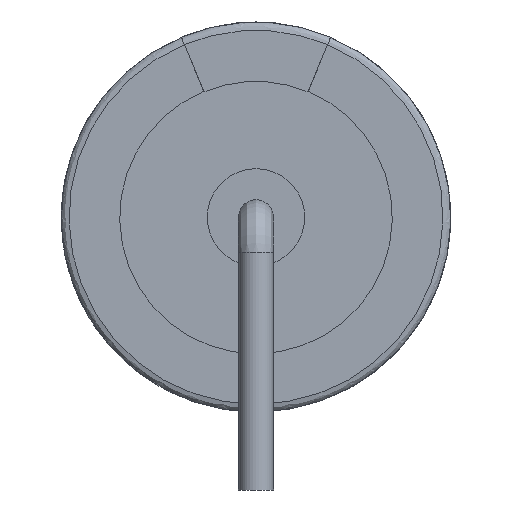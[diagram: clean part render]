
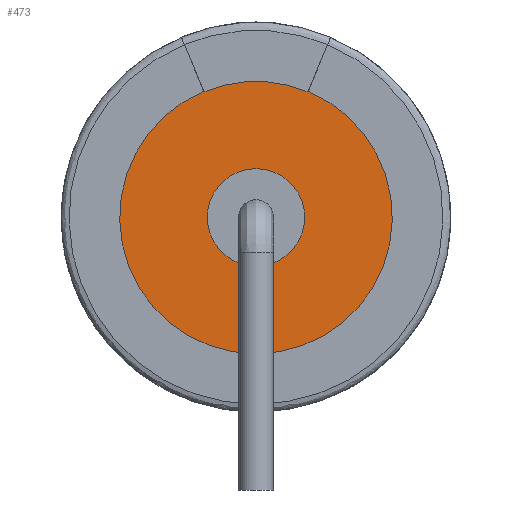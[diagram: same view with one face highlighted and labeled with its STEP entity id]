
A CAD part, left-side view. The second image highlights one B-rep face of the part: STEP entity #473.
In plain terms, the highlighted planar face has unit normal (-1, 0, 0).
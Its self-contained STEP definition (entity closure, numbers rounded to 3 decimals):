
#28=DIRECTION('',(1.,0.,0.));
#34=AXIS2_PLACEMENT_3D('',#35,#36,#37);
#35=CARTESIAN_POINT('',(3.2,0.,5.));
#36=DIRECTION('',(-1.,0.,0.));
#37=DIRECTION('',(0.,-0.383,0.924));
#121=VECTOR('',#122,1.);
#122=DIRECTION('',(0.,0.383,-0.924));
#203=VERTEX_POINT('',#204);
#204=CARTESIAN_POINT('',(3.2,-1.339,8.234));
#210=EDGE_CURVE('',#203,#211,#213,.T.);
#211=VERTEX_POINT('',#212);
#212=CARTESIAN_POINT('',(3.2,-1.336,8.224));
#213=LINE('',#214,#121);
#214=CARTESIAN_POINT('',(3.2,-0.486,6.172));
#350=VECTOR('',#351,1.);
#351=DIRECTION('',(0.,-0.383,-0.924));
#428=VERTEX_POINT('',#429);
#429=CARTESIAN_POINT('',(3.2,1.339,8.234));
#432=ORIENTED_EDGE('',*,*,#433,.T.);
#433=EDGE_CURVE('',#428,#434,#436,.T.);
#434=VERTEX_POINT('',#435);
#435=CARTESIAN_POINT('',(3.2,1.336,8.224));
#436=LINE('',#437,#350);
#437=CARTESIAN_POINT('',(3.2,0.486,6.172));
#467=EDGE_CURVE('',#211,#434,#468,.T.);
#468=CIRCLE('',#34,3.49);
#473=ADVANCED_FACE('',(#474,#488),#495,.F.);
#474=FACE_BOUND('',#475,.F.);
#475=EDGE_LOOP('',(#476,#484,#432,#486,#487));
#476=ORIENTED_EDGE('',*,*,#477,.T.);
#477=EDGE_CURVE('',#203,#478,#480,.T.);
#478=VERTEX_POINT('',#479);
#479=CARTESIAN_POINT('',(3.2,0.,1.5));
#480=CIRCLE('',#481,3.5);
#481=AXIS2_PLACEMENT_3D('',#35,#482,#483);
#482=DIRECTION('',(1.,-0.,0.));
#483=DIRECTION('',(0.,0.,-1.));
#484=ORIENTED_EDGE('',*,*,#485,.T.);
#485=EDGE_CURVE('',#478,#428,#480,.T.);
#486=ORIENTED_EDGE('',*,*,#467,.F.);
#487=ORIENTED_EDGE('',*,*,#210,.F.);
#488=FACE_BOUND('',#489,.F.);
#489=EDGE_LOOP('',(#490));
#490=ORIENTED_EDGE('',*,*,#491,.F.);
#491=EDGE_CURVE('',#492,#492,#494,.T.);
#492=VERTEX_POINT('',#493);
#493=CARTESIAN_POINT('',(3.2,0.,3.75));
#494=CIRCLE('',#481,1.25);
#495=PLANE('',#496);
#496=AXIS2_PLACEMENT_3D('',#497,#28,#483);
#497=CARTESIAN_POINT('',(3.2,0.,5.));
